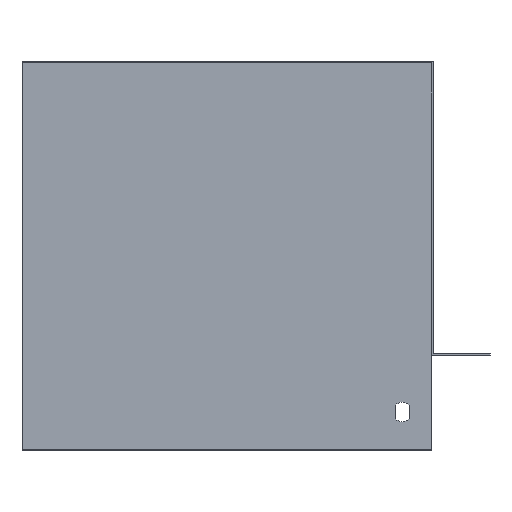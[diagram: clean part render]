
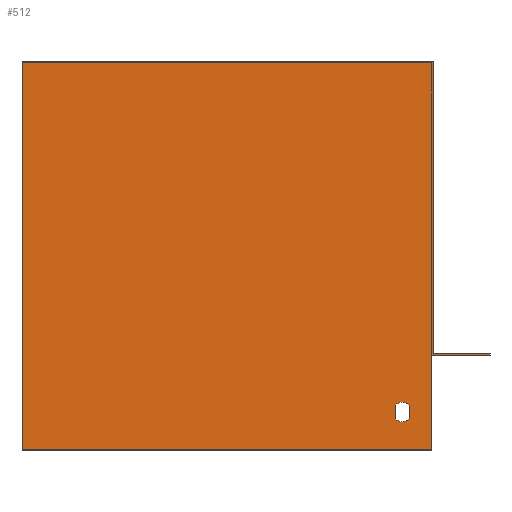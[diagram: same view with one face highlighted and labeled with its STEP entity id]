
A CAD part, left-side view. The second image highlights one B-rep face of the part: STEP entity #512.
In plain terms, the highlighted planar face has unit normal (-1, 0, 0).
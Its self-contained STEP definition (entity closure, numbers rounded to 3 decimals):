
#36 = ORIENTED_EDGE ( 'NONE', *, *, #310, .F. ) ;
#40 = ORIENTED_EDGE ( 'NONE', *, *, #168, .F. ) ;
#41 = ORIENTED_EDGE ( 'NONE', *, *, #311, .F. ) ;
#48 = ORIENTED_EDGE ( 'NONE', *, *, #153, .T. ) ;
#49 = ORIENTED_EDGE ( 'NONE', *, *, #308, .T. ) ;
#52 = ORIENTED_EDGE ( 'NONE', *, *, #312, .T. ) ;
#53 = ORIENTED_EDGE ( 'NONE', *, *, #152, .T. ) ;
#59 = ORIENTED_EDGE ( 'NONE', *, *, #689, .F. ) ;
#60 = ORIENTED_EDGE ( 'NONE', *, *, #307, .T. ) ;
#64 = ORIENTED_EDGE ( 'NONE', *, *, #155, .T. ) ;
#65 = ORIENTED_EDGE ( 'NONE', *, *, #172, .T. ) ;
#66 = ORIENTED_EDGE ( 'NONE', *, *, #154, .T. ) ;
#88 = AXIS2_PLACEMENT_3D ( 'NONE', #413, #449, #448 ) ;
#102 = DIRECTION ( 'NONE',  ( 0., 0., -1. ) ) ;
#104 = CARTESIAN_POINT ( 'NONE',  ( 0., 0., 1. ) ) ;
#140 = AXIS2_PLACEMENT_3D ( 'NONE', #215, #207, #203 ) ;
#146 = AXIS2_PLACEMENT_3D ( 'NONE', #947, #967, #968 ) ;
#152 = EDGE_CURVE ( 'NONE', #976, #853, #999, .T. ) ;
#153 = EDGE_CURVE ( 'NONE', #833, #837, #997, .T. ) ;
#154 = EDGE_CURVE ( 'NONE', #837, #843, #1001, .T. ) ;
#155 = EDGE_CURVE ( 'NONE', #834, #833, #1004, .T. ) ;
#168 = EDGE_CURVE ( 'NONE', #844, #806, #1026, .T. ) ;
#172 = EDGE_CURVE ( 'NONE', #843, #834, #1028, .T. ) ;
#193 = DIRECTION ( 'NONE',  ( 0., -1., 0. ) ) ;
#194 = CARTESIAN_POINT ( 'NONE',  ( 0., 210., -199. ) ) ;
#196 = DIRECTION ( 'NONE',  ( 0., -1., 0. ) ) ;
#197 = DIRECTION ( 'NONE',  ( 0., 0., -1. ) ) ;
#199 = CARTESIAN_POINT ( 'NONE',  ( 0., -1., 1. ) ) ;
#200 = DIRECTION ( 'NONE',  ( 0., 1., 0. ) ) ;
#201 = CARTESIAN_POINT ( 'NONE',  ( 0., 0., -149. ) ) ;
#203 = DIRECTION ( 'NONE',  ( 0., 0., -1. ) ) ;
#204 = DIRECTION ( 'NONE',  ( 0., 0., 1. ) ) ;
#207 = DIRECTION ( 'NONE',  ( 1., 0., 0. ) ) ;
#214 = CARTESIAN_POINT ( 'NONE',  ( 0., 0., -150. ) ) ;
#215 = CARTESIAN_POINT ( 'NONE',  ( 0., 15., -179. ) ) ;
#216 = CARTESIAN_POINT ( 'NONE',  ( 0., -30., -150. ) ) ;
#218 = DIRECTION ( 'NONE',  ( 0., 1., 0. ) ) ;
#220 = CARTESIAN_POINT ( 'NONE',  ( 0., 210., 1. ) ) ;
#264 = CARTESIAN_POINT ( 'NONE',  ( 0., 0., -150. ) ) ;
#307 = EDGE_CURVE ( 'NONE', #844, #831, #1033, .T. ) ;
#308 = EDGE_CURVE ( 'NONE', #831, #830, #1044, .T. ) ;
#310 = EDGE_CURVE ( 'NONE', #836, #830, #1046, .T. ) ;
#311 = EDGE_CURVE ( 'NONE', #976, #836, #1042, .T. ) ;
#312 = EDGE_CURVE ( 'NONE', #853, #990, #1050, .T. ) ;
#410 = PLANE ( 'NONE',  #88 ) ;
#413 = CARTESIAN_POINT ( 'NONE',  ( 0., 210., 1. ) ) ;
#448 = DIRECTION ( 'NONE',  ( 0., 1., 0. ) ) ;
#449 = DIRECTION ( 'NONE',  ( 1., 0., 0. ) ) ;
#512 = ADVANCED_FACE ( 'NONE', ( #1129, #1144 ), #410, .F. ) ;
#689 = EDGE_CURVE ( 'NONE', #806, #990, #1193, .T. ) ;
#749 = EDGE_LOOP ( 'NONE', ( #59, #40, #60, #49, #36, #41, #53, #52 ) ) ;
#765 = EDGE_LOOP ( 'NONE', ( #66, #65, #64, #48 ) ) ;
#806 = VERTEX_POINT ( 'NONE', #264 ) ;
#830 = VERTEX_POINT ( 'NONE', #1396 ) ;
#831 = VERTEX_POINT ( 'NONE', #1397 ) ;
#833 = VERTEX_POINT ( 'NONE', #1392 ) ;
#834 = VERTEX_POINT ( 'NONE', #1388 ) ;
#836 = VERTEX_POINT ( 'NONE', #1386 ) ;
#837 = VERTEX_POINT ( 'NONE', #1385 ) ;
#843 = VERTEX_POINT ( 'NONE', #1378 ) ;
#844 = VERTEX_POINT ( 'NONE', #1377 ) ;
#853 = VERTEX_POINT ( 'NONE', #1365 ) ;
#939 = DIRECTION ( 'NONE',  ( 0., 0., -1. ) ) ;
#945 = DIRECTION ( 'NONE',  ( 0., 0., 1. ) ) ;
#947 = CARTESIAN_POINT ( 'NONE',  ( 0., 15., -179. ) ) ;
#951 = CARTESIAN_POINT ( 'NONE',  ( 0., 11.5, -175.429 ) ) ;
#952 = CARTESIAN_POINT ( 'NONE',  ( 0., 18.5, -175.429 ) ) ;
#953 = CARTESIAN_POINT ( 'NONE',  ( 0., 210., 1. ) ) ;
#957 = DIRECTION ( 'NONE',  ( 0., 0., -1. ) ) ;
#967 = DIRECTION ( 'NONE',  ( 1., 0., 0. ) ) ;
#968 = DIRECTION ( 'NONE',  ( 0., 0., -1. ) ) ;
#976 = VERTEX_POINT ( 'NONE', #1357 ) ;
#990 = VERTEX_POINT ( 'NONE', #1368 ) ;
#997 = CIRCLE ( 'NONE', #146, 5. ) ;
#999 = LINE ( 'NONE', #953, #1002 ) ;
#1001 = LINE ( 'NONE', #951, #1005 ) ;
#1002 = VECTOR ( 'NONE', #939, 1000. ) ;
#1004 = LINE ( 'NONE', #952, #1007 ) ;
#1005 = VECTOR ( 'NONE', #957, 1000. ) ;
#1007 = VECTOR ( 'NONE', #945, 1000. ) ;
#1026 = LINE ( 'NONE', #214, #1029 ) ;
#1028 = CIRCLE ( 'NONE', #140, 5. ) ;
#1029 = VECTOR ( 'NONE', #218, 1000. ) ;
#1033 = LINE ( 'NONE', #216, #1045 ) ;
#1042 = LINE ( 'NONE', #220, #1051 ) ;
#1044 = LINE ( 'NONE', #201, #1047 ) ;
#1045 = VECTOR ( 'NONE', #204, 1000. ) ;
#1046 = LINE ( 'NONE', #199, #1049 ) ;
#1047 = VECTOR ( 'NONE', #200, 1000. ) ;
#1049 = VECTOR ( 'NONE', #197, 1000. ) ;
#1050 = LINE ( 'NONE', #194, #1053 ) ;
#1051 = VECTOR ( 'NONE', #196, 1000. ) ;
#1053 = VECTOR ( 'NONE', #193, 1000. ) ;
#1129 = FACE_BOUND ( 'NONE', #765, .T. ) ;
#1144 = FACE_OUTER_BOUND ( 'NONE', #749, .T. ) ;
#1193 = LINE ( 'NONE', #104, #1196 ) ;
#1196 = VECTOR ( 'NONE', #102, 1000. ) ;
#1357 = CARTESIAN_POINT ( 'NONE',  ( 0., 210., 1. ) ) ;
#1365 = CARTESIAN_POINT ( 'NONE',  ( 0., 210., -199. ) ) ;
#1368 = CARTESIAN_POINT ( 'NONE',  ( 0., 0., -199. ) ) ;
#1377 = CARTESIAN_POINT ( 'NONE',  ( 0., -30., -150. ) ) ;
#1378 = CARTESIAN_POINT ( 'NONE',  ( 0., 11.5, -182.571 ) ) ;
#1385 = CARTESIAN_POINT ( 'NONE',  ( 0., 11.5, -175.429 ) ) ;
#1386 = CARTESIAN_POINT ( 'NONE',  ( 0., -1., 1. ) ) ;
#1388 = CARTESIAN_POINT ( 'NONE',  ( 0., 18.5, -182.571 ) ) ;
#1392 = CARTESIAN_POINT ( 'NONE',  ( 0., 18.5, -175.429 ) ) ;
#1396 = CARTESIAN_POINT ( 'NONE',  ( 0., -1., -149. ) ) ;
#1397 = CARTESIAN_POINT ( 'NONE',  ( 0., -30., -149. ) ) ;
